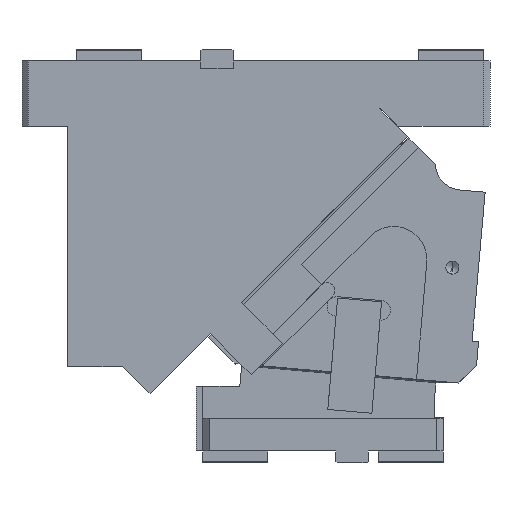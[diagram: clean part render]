
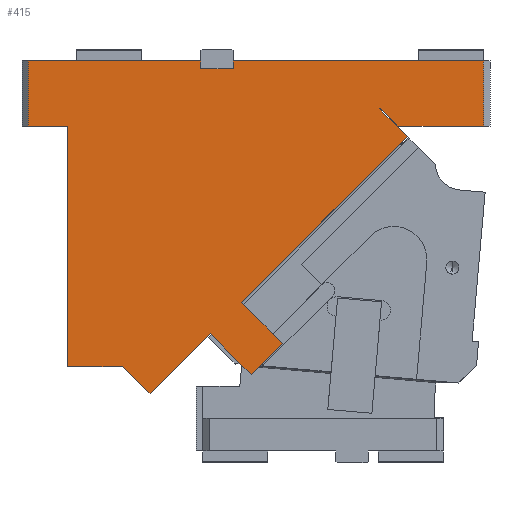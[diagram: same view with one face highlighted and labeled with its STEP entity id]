
A CAD part, front view. The second image highlights one B-rep face of the part: STEP entity #415.
In plain terms, the highlighted planar face has unit normal (0, -1, 0).
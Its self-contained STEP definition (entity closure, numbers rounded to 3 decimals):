
#223=CARTESIAN_POINT('Line Origine',(285.858,-82.5,-47.488)) ;
#227=CARTESIAN_POINT('Vertex',(296.464,-82.5,-58.095)) ;
#229=CARTESIAN_POINT('Vertex',(275.251,-82.5,-36.881)) ;
#249=CARTESIAN_POINT('Axis2P3D Location',(0.,-82.5,0.)) ;
#254=CARTESIAN_POINT('Line Origine',(188.277,-82.5,-229.215)) ;
#258=CARTESIAN_POINT('Vertex',(176.256,-82.5,-241.235)) ;
#260=CARTESIAN_POINT('Vertex',(200.298,-82.5,-217.194)) ;
#263=CARTESIAN_POINT('Line Origine',(184.564,-82.5,-201.461)) ;
#267=CARTESIAN_POINT('Vertex',(168.831,-82.5,-185.727)) ;
#270=CARTESIAN_POINT('Line Origine',(232.648,-82.5,-121.911)) ;
#275=CARTESIAN_POINT('Line Origine',(275.428,-82.5,-36.705)) ;
#279=CARTESIAN_POINT('Vertex',(275.604,-82.5,-36.528)) ;
#282=CARTESIAN_POINT('Line Origine',(282.341,-82.5,-43.264)) ;
#286=CARTESIAN_POINT('Vertex',(289.077,-82.5,-50.)) ;
#289=CARTESIAN_POINT('Line Origine',(322.038,-82.5,-50.)) ;
#293=CARTESIAN_POINT('Vertex',(355.,-82.5,-50.)) ;
#296=CARTESIAN_POINT('Line Origine',(355.,-82.5,-25.)) ;
#300=CARTESIAN_POINT('Vertex',(355.,-82.5,0.)) ;
#303=CARTESIAN_POINT('Line Origine',(258.75,-82.5,0.)) ;
#307=CARTESIAN_POINT('Vertex',(162.5,-82.5,0.)) ;
#310=CARTESIAN_POINT('Line Origine',(162.5,-82.5,-3.)) ;
#314=CARTESIAN_POINT('Vertex',(162.5,-82.5,-6.)) ;
#317=CARTESIAN_POINT('Line Origine',(150.,-82.5,-6.)) ;
#321=CARTESIAN_POINT('Vertex',(137.5,-82.5,-6.)) ;
#324=CARTESIAN_POINT('Line Origine',(137.5,-82.5,-3.)) ;
#328=CARTESIAN_POINT('Vertex',(137.5,-82.5,0.)) ;
#331=CARTESIAN_POINT('Line Origine',(71.25,-82.5,0.)) ;
#335=CARTESIAN_POINT('Vertex',(5.,-82.5,0.)) ;
#338=CARTESIAN_POINT('Line Origine',(5.,-82.5,-25.)) ;
#342=CARTESIAN_POINT('Vertex',(5.,-82.5,-50.)) ;
#345=CARTESIAN_POINT('Line Origine',(20.,-82.5,-50.)) ;
#349=CARTESIAN_POINT('Vertex',(35.,-82.5,-50.)) ;
#352=CARTESIAN_POINT('Line Origine',(35.,-82.5,-142.5)) ;
#356=CARTESIAN_POINT('Vertex',(35.,-82.5,-235.)) ;
#359=CARTESIAN_POINT('Line Origine',(56.066,-82.5,-235.)) ;
#363=CARTESIAN_POINT('Vertex',(77.132,-82.5,-235.)) ;
#366=CARTESIAN_POINT('Line Origine',(77.197,-82.5,-234.936)) ;
#370=CARTESIAN_POINT('Vertex',(77.261,-82.5,-234.871)) ;
#373=CARTESIAN_POINT('Line Origine',(87.868,-82.5,-245.478)) ;
#377=CARTESIAN_POINT('Vertex',(98.474,-82.5,-256.085)) ;
#380=CARTESIAN_POINT('Line Origine',(121.632,-82.5,-232.927)) ;
#384=CARTESIAN_POINT('Vertex',(144.79,-82.5,-209.769)) ;
#387=CARTESIAN_POINT('Line Origine',(160.523,-82.5,-225.502)) ;
#224=DIRECTION('Vector Direction',(-0.707,0.,0.707)) ;
#250=DIRECTION('Axis2P3D Direction',(0.,1.,0.)) ;
#251=DIRECTION('Axis2P3D XDirection',(0.,0.,1.)) ;
#255=DIRECTION('Vector Direction',(0.707,0.,0.707)) ;
#264=DIRECTION('Vector Direction',(-0.707,0.,0.707)) ;
#271=DIRECTION('Vector Direction',(-0.707,0.,-0.707)) ;
#276=DIRECTION('Vector Direction',(-0.707,0.,-0.707)) ;
#283=DIRECTION('Vector Direction',(-0.707,0.,0.707)) ;
#290=DIRECTION('Vector Direction',(-1.,0.,0.)) ;
#297=DIRECTION('Vector Direction',(0.,0.,1.)) ;
#304=DIRECTION('Vector Direction',(1.,0.,0.)) ;
#311=DIRECTION('Vector Direction',(0.,0.,-1.)) ;
#318=DIRECTION('Vector Direction',(1.,0.,0.)) ;
#325=DIRECTION('Vector Direction',(0.,0.,1.)) ;
#332=DIRECTION('Vector Direction',(1.,0.,0.)) ;
#339=DIRECTION('Vector Direction',(0.,0.,-1.)) ;
#346=DIRECTION('Vector Direction',(1.,0.,0.)) ;
#353=DIRECTION('Vector Direction',(0.,0.,-1.)) ;
#360=DIRECTION('Vector Direction',(1.,0.,0.)) ;
#367=DIRECTION('Vector Direction',(-0.707,0.,-0.707)) ;
#374=DIRECTION('Vector Direction',(0.707,0.,-0.707)) ;
#381=DIRECTION('Vector Direction',(-0.707,0.,-0.707)) ;
#388=DIRECTION('Vector Direction',(-0.707,0.,0.707)) ;
#252=AXIS2_PLACEMENT_3D('Plane Axis2P3D',#249,#250,#251) ;
#393=ORIENTED_EDGE('',*,*,#262,.T.) ;
#394=ORIENTED_EDGE('',*,*,#269,.T.) ;
#395=ORIENTED_EDGE('',*,*,#274,.F.) ;
#396=ORIENTED_EDGE('',*,*,#231,.T.) ;
#397=ORIENTED_EDGE('',*,*,#281,.F.) ;
#398=ORIENTED_EDGE('',*,*,#288,.F.) ;
#399=ORIENTED_EDGE('',*,*,#295,.F.) ;
#400=ORIENTED_EDGE('',*,*,#302,.T.) ;
#401=ORIENTED_EDGE('',*,*,#309,.F.) ;
#402=ORIENTED_EDGE('',*,*,#316,.T.) ;
#403=ORIENTED_EDGE('',*,*,#323,.F.) ;
#404=ORIENTED_EDGE('',*,*,#330,.T.) ;
#405=ORIENTED_EDGE('',*,*,#337,.F.) ;
#406=ORIENTED_EDGE('',*,*,#344,.T.) ;
#407=ORIENTED_EDGE('',*,*,#351,.T.) ;
#408=ORIENTED_EDGE('',*,*,#358,.T.) ;
#409=ORIENTED_EDGE('',*,*,#365,.T.) ;
#410=ORIENTED_EDGE('',*,*,#372,.F.) ;
#411=ORIENTED_EDGE('',*,*,#379,.T.) ;
#412=ORIENTED_EDGE('',*,*,#386,.F.) ;
#413=ORIENTED_EDGE('',*,*,#391,.F.) ;
#225=VECTOR('Line Direction',#224,1.) ;
#256=VECTOR('Line Direction',#255,1.) ;
#265=VECTOR('Line Direction',#264,1.) ;
#272=VECTOR('Line Direction',#271,1.) ;
#277=VECTOR('Line Direction',#276,1.) ;
#284=VECTOR('Line Direction',#283,1.) ;
#291=VECTOR('Line Direction',#290,1.) ;
#298=VECTOR('Line Direction',#297,1.) ;
#305=VECTOR('Line Direction',#304,1.) ;
#312=VECTOR('Line Direction',#311,1.) ;
#319=VECTOR('Line Direction',#318,1.) ;
#326=VECTOR('Line Direction',#325,1.) ;
#333=VECTOR('Line Direction',#332,1.) ;
#340=VECTOR('Line Direction',#339,1.) ;
#347=VECTOR('Line Direction',#346,1.) ;
#354=VECTOR('Line Direction',#353,1.) ;
#361=VECTOR('Line Direction',#360,1.) ;
#368=VECTOR('Line Direction',#367,1.) ;
#375=VECTOR('Line Direction',#374,1.) ;
#382=VECTOR('Line Direction',#381,1.) ;
#389=VECTOR('Line Direction',#388,1.) ;
#415=ADVANCED_FACE('CAM HOLDER',(#414),#253,.F.) ;
#231=EDGE_CURVE('',#228,#230,#226,.T.) ;
#262=EDGE_CURVE('',#259,#261,#257,.T.) ;
#269=EDGE_CURVE('',#261,#268,#266,.T.) ;
#274=EDGE_CURVE('',#228,#268,#273,.T.) ;
#281=EDGE_CURVE('',#280,#230,#278,.T.) ;
#288=EDGE_CURVE('',#287,#280,#285,.T.) ;
#295=EDGE_CURVE('',#294,#287,#292,.T.) ;
#302=EDGE_CURVE('',#294,#301,#299,.T.) ;
#309=EDGE_CURVE('',#308,#301,#306,.T.) ;
#316=EDGE_CURVE('',#308,#315,#313,.T.) ;
#323=EDGE_CURVE('',#322,#315,#320,.T.) ;
#330=EDGE_CURVE('',#322,#329,#327,.T.) ;
#337=EDGE_CURVE('',#336,#329,#334,.T.) ;
#344=EDGE_CURVE('',#336,#343,#341,.T.) ;
#351=EDGE_CURVE('',#343,#350,#348,.T.) ;
#358=EDGE_CURVE('',#350,#357,#355,.T.) ;
#365=EDGE_CURVE('',#357,#364,#362,.T.) ;
#372=EDGE_CURVE('',#371,#364,#369,.T.) ;
#379=EDGE_CURVE('',#371,#378,#376,.T.) ;
#386=EDGE_CURVE('',#385,#378,#383,.T.) ;
#391=EDGE_CURVE('',#259,#385,#390,.T.) ;
#392=EDGE_LOOP('',(#393,#394,#395,#396,#397,#398,#399,#400,#401,#402,#403,#404,#405,#406,#407,#408,#409,#410,#411,#412,#413)) ;
#414=FACE_OUTER_BOUND('',#392,.T.) ;
#226=LINE('Line',#223,#225) ;
#257=LINE('Line',#254,#256) ;
#266=LINE('Line',#263,#265) ;
#273=LINE('Line',#270,#272) ;
#278=LINE('Line',#275,#277) ;
#285=LINE('Line',#282,#284) ;
#292=LINE('Line',#289,#291) ;
#299=LINE('Line',#296,#298) ;
#306=LINE('Line',#303,#305) ;
#313=LINE('Line',#310,#312) ;
#320=LINE('Line',#317,#319) ;
#327=LINE('Line',#324,#326) ;
#334=LINE('Line',#331,#333) ;
#341=LINE('Line',#338,#340) ;
#348=LINE('Line',#345,#347) ;
#355=LINE('Line',#352,#354) ;
#362=LINE('Line',#359,#361) ;
#369=LINE('Line',#366,#368) ;
#376=LINE('Line',#373,#375) ;
#383=LINE('Line',#380,#382) ;
#390=LINE('Line',#387,#389) ;
#253=PLANE('Plane',#252) ;
#228=VERTEX_POINT('',#227) ;
#230=VERTEX_POINT('',#229) ;
#259=VERTEX_POINT('',#258) ;
#261=VERTEX_POINT('',#260) ;
#268=VERTEX_POINT('',#267) ;
#280=VERTEX_POINT('',#279) ;
#287=VERTEX_POINT('',#286) ;
#294=VERTEX_POINT('',#293) ;
#301=VERTEX_POINT('',#300) ;
#308=VERTEX_POINT('',#307) ;
#315=VERTEX_POINT('',#314) ;
#322=VERTEX_POINT('',#321) ;
#329=VERTEX_POINT('',#328) ;
#336=VERTEX_POINT('',#335) ;
#343=VERTEX_POINT('',#342) ;
#350=VERTEX_POINT('',#349) ;
#357=VERTEX_POINT('',#356) ;
#364=VERTEX_POINT('',#363) ;
#371=VERTEX_POINT('',#370) ;
#378=VERTEX_POINT('',#377) ;
#385=VERTEX_POINT('',#384) ;
